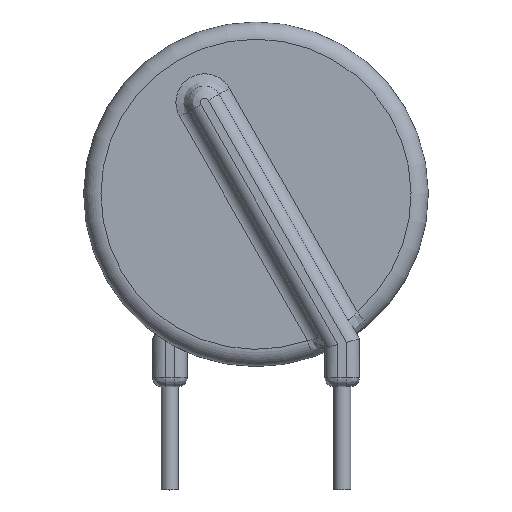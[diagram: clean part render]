
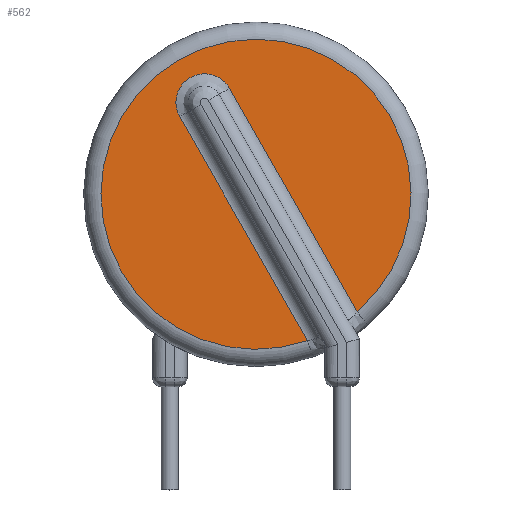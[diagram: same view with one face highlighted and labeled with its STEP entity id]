
A CAD part, top view. The second image highlights one B-rep face of the part: STEP entity #562.
In plain terms, the highlighted planar face has unit normal (0, 0, 1).
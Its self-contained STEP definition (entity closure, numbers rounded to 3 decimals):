
#40=PLANE('',#649);
#63=B_SPLINE_CURVE_WITH_KNOTS('',3,(#1276,#1277,#1278,#1279,#1280,#1281,
#1282),.UNSPECIFIED.,.F.,.F.,(4,1,1,1,4),(0.,0.149,
0.297,0.446,0.52),.UNSPECIFIED.);
#95=FACE_OUTER_BOUND('',#132,.T.);
#132=EDGE_LOOP('',(#466,#467,#468,#469));
#166=LINE('',#1140,#194);
#167=LINE('',#1143,#195);
#194=VECTOR('',#776,0.75);
#195=VECTOR('',#779,0.75);
#223=CIRCLE('',#637,9.);
#263=VERTEX_POINT('',#1000);
#267=VERTEX_POINT('',#1025);
#277=VERTEX_POINT('',#1138);
#278=VERTEX_POINT('',#1142);
#328=EDGE_CURVE('',#267,#263,#223,.T.);
#343=EDGE_CURVE('',#277,#267,#166,.T.);
#344=EDGE_CURVE('',#263,#278,#167,.T.);
#348=EDGE_CURVE('',#278,#277,#63,.T.);
#466=ORIENTED_EDGE('',*,*,#328,.F.);
#467=ORIENTED_EDGE('',*,*,#343,.F.);
#468=ORIENTED_EDGE('',*,*,#348,.F.);
#469=ORIENTED_EDGE('',*,*,#344,.F.);
#562=ADVANCED_FACE('',(#95),#40,.T.);
#637=AXIS2_PLACEMENT_3D('',#1027,#758,#759);
#649=AXIS2_PLACEMENT_3D('',#1287,#788,#789);
#758=DIRECTION('center_axis',(0.,0.,-1.));
#759=DIRECTION('ref_axis',(-0.5,0.866,0.));
#776=DIRECTION('',(0.496,-0.868,0.));
#779=DIRECTION('',(-0.496,0.868,0.));
#788=DIRECTION('center_axis',(0.,0.,1.));
#789=DIRECTION('ref_axis',(1.,0.,0.));
#1000=CARTESIAN_POINT('',(5.868,-6.824,1.1));
#1025=CARTESIAN_POINT('',(2.987,-8.49,1.1));
#1027=CARTESIAN_POINT('Origin',(0.,0.,1.1));
#1138=CARTESIAN_POINT('',(-4.428,4.501,1.1));
#1140=CARTESIAN_POINT('',(-2.271,0.721,1.1));
#1142=CARTESIAN_POINT('',(-1.538,6.151,1.1));
#1143=CARTESIAN_POINT('',(4.677,-4.737,1.1));
#1276=CARTESIAN_POINT('Ctrl Pts',(-1.538,6.151,1.1));
#1277=CARTESIAN_POINT('Ctrl Pts',(-1.783,6.581,1.1));
#1278=CARTESIAN_POINT('Ctrl Pts',(-2.687,7.206,1.1));
#1279=CARTESIAN_POINT('Ctrl Pts',(-4.273,6.729,1.1));
#1280=CARTESIAN_POINT('Ctrl Pts',(-4.781,5.452,1.1));
#1281=CARTESIAN_POINT('Ctrl Pts',(-4.551,4.716,1.1));
#1282=CARTESIAN_POINT('Ctrl Pts',(-4.428,4.501,1.1));
#1287=CARTESIAN_POINT('Origin',(0.,0.,1.1));
